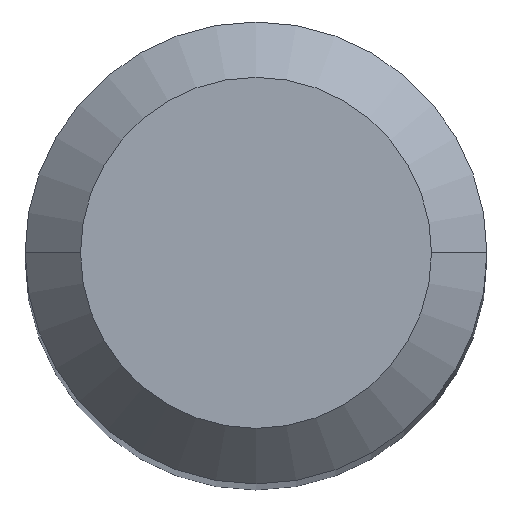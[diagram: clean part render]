
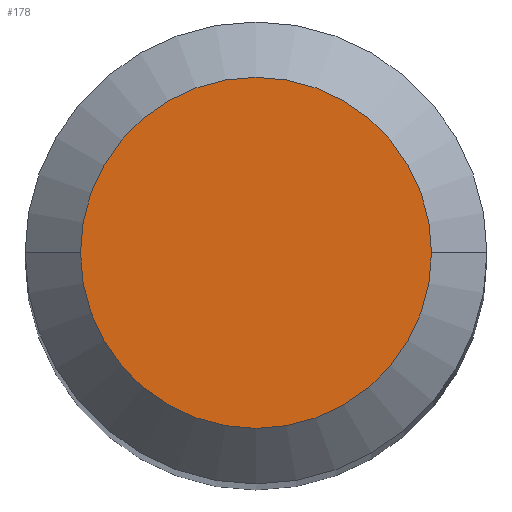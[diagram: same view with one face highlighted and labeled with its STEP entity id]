
A CAD part, top view. The second image highlights one B-rep face of the part: STEP entity #178.
In plain terms, the highlighted planar face has unit normal (0, 0, 1).
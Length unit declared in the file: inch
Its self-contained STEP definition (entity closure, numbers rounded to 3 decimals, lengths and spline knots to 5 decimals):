
#17 = DIRECTION ( 'NONE',  ( 1., 0., 0. ) ) ;
#57 = CIRCLE ( 'NONE', #343, 0.0475 ) ;
#64 = AXIS2_PLACEMENT_3D ( 'NONE', #120, #417, #236 ) ;
#65 = CIRCLE ( 'NONE', #268, 0.0475 ) ;
#101 = ORIENTED_EDGE ( 'NONE', *, *, #135, .T. ) ;
#117 = EDGE_CURVE ( 'NONE', #256, #354, #65, .T. ) ;
#120 = CARTESIAN_POINT ( 'NONE',  ( 0., 0.0475, 0. ) ) ;
#128 = DIRECTION ( 'NONE',  ( 1., 0., 0. ) ) ;
#135 = EDGE_CURVE ( 'NONE', #354, #256, #57, .T. ) ;
#139 = EDGE_LOOP ( 'NONE', ( #316, #101 ) ) ;
#175 = PLANE ( 'NONE',  #64 ) ;
#178 = ADVANCED_FACE ( 'NONE', ( #418 ), #175, .F. ) ;
#205 = CARTESIAN_POINT ( 'NONE',  ( 0., 0., 0. ) ) ;
#228 = CARTESIAN_POINT ( 'NONE',  ( 0.0475, 0., 0. ) ) ;
#230 = CARTESIAN_POINT ( 'NONE',  ( -0.0475, 0., 0. ) ) ;
#236 = DIRECTION ( 'NONE',  ( -1., 0., 0. ) ) ;
#256 = VERTEX_POINT ( 'NONE', #230 ) ;
#268 = AXIS2_PLACEMENT_3D ( 'NONE', #454, #422, #17 ) ;
#316 = ORIENTED_EDGE ( 'NONE', *, *, #117, .T. ) ;
#342 = DIRECTION ( 'NONE',  ( 0., 0., 1. ) ) ;
#343 = AXIS2_PLACEMENT_3D ( 'NONE', #205, #342, #128 ) ;
#354 = VERTEX_POINT ( 'NONE', #228 ) ;
#417 = DIRECTION ( 'NONE',  ( 0., 0., -1. ) ) ;
#418 = FACE_OUTER_BOUND ( 'NONE', #139, .T. ) ;
#422 = DIRECTION ( 'NONE',  ( 0., 0., 1. ) ) ;
#454 = CARTESIAN_POINT ( 'NONE',  ( 0., 0., 0. ) ) ;
